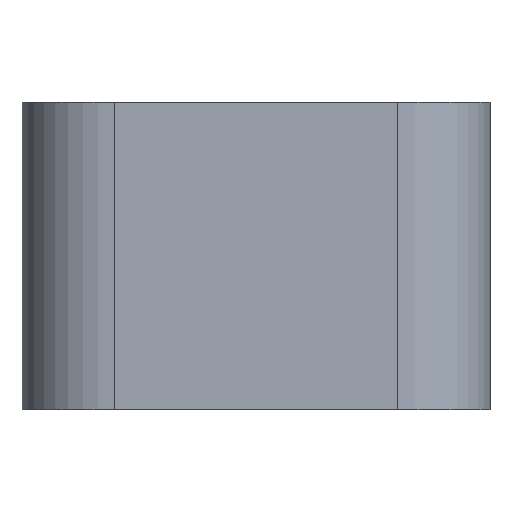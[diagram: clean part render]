
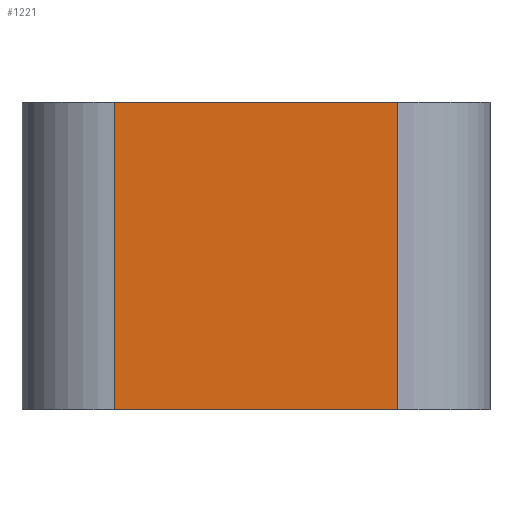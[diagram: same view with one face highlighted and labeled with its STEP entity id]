
A CAD part, left-side view. The second image highlights one B-rep face of the part: STEP entity #1221.
In plain terms, the highlighted planar face has unit normal (-1, 0, 0).
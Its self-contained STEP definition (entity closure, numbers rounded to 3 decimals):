
#44 = PLANE('',#45);
#45 = AXIS2_PLACEMENT_3D('',#46,#47,#48);
#46 = CARTESIAN_POINT('',(-4.775,0.9,-3.));
#47 = DIRECTION('',(0.,0.,-1.));
#48 = DIRECTION('',(-1.,0.,0.));
#99 = PLANE('',#100);
#100 = AXIS2_PLACEMENT_3D('',#101,#102,#103);
#101 = CARTESIAN_POINT('',(-7.,-5.,0.));
#102 = DIRECTION('',(0.,0.,1.));
#103 = DIRECTION('',(1.,0.,0.));
#164 = VERTEX_POINT('',#165);
#165 = CARTESIAN_POINT('',(-5.675,0.9,-3.));
#184 = CYLINDRICAL_SURFACE('',#185,0.9);
#185 = AXIS2_PLACEMENT_3D('',#186,#187,#188);
#186 = CARTESIAN_POINT('',(-4.775,0.9,3.));
#187 = DIRECTION('',(-0.,-0.,-1.));
#188 = DIRECTION('',(-1.,0.,0.));
#196 = EDGE_CURVE('',#197,#164,#199,.T.);
#197 = VERTEX_POINT('',#198);
#198 = CARTESIAN_POINT('',(-5.675,3.67,-3.));
#199 = SURFACE_CURVE('',#200,(#204,#211),.PCURVE_S1.);
#200 = LINE('',#201,#202);
#201 = CARTESIAN_POINT('',(-5.675,0.9,-3.));
#202 = VECTOR('',#203,1.);
#203 = DIRECTION('',(-0.,-1.,-0.));
#204 = PCURVE('',#44,#205);
#205 = DEFINITIONAL_REPRESENTATION('',(#206),#210);
#206 = LINE('',#207,#208);
#207 = CARTESIAN_POINT('',(0.9,0.));
#208 = VECTOR('',#209,1.);
#209 = DIRECTION('',(0.,-1.));
#210 = ( GEOMETRIC_REPRESENTATION_CONTEXT(2) 
PARAMETRIC_REPRESENTATION_CONTEXT() REPRESENTATION_CONTEXT('2D SPACE',''
  ) );
#211 = PCURVE('',#212,#217);
#212 = PLANE('',#213);
#213 = AXIS2_PLACEMENT_3D('',#214,#215,#216);
#214 = CARTESIAN_POINT('',(-5.675,0.9,3.));
#215 = DIRECTION('',(1.,0.,0.));
#216 = DIRECTION('',(0.,0.,-1.));
#217 = DEFINITIONAL_REPRESENTATION('',(#218),#222);
#218 = LINE('',#219,#220);
#219 = CARTESIAN_POINT('',(6.,0.));
#220 = VECTOR('',#221,1.);
#221 = DIRECTION('',(0.,-1.));
#222 = ( GEOMETRIC_REPRESENTATION_CONTEXT(2) 
PARAMETRIC_REPRESENTATION_CONTEXT() REPRESENTATION_CONTEXT('2D SPACE',''
  ) );
#245 = CYLINDRICAL_SURFACE('',#246,0.9);
#246 = AXIS2_PLACEMENT_3D('',#247,#248,#249);
#247 = CARTESIAN_POINT('',(-4.775,3.67,3.));
#248 = DIRECTION('',(-0.,-0.,-1.));
#249 = DIRECTION('',(-1.,0.,0.));
#1094 = VERTEX_POINT('',#1095);
#1095 = CARTESIAN_POINT('',(-5.675,3.67,0.));
#1121 = EDGE_CURVE('',#1094,#1122,#1124,.T.);
#1122 = VERTEX_POINT('',#1123);
#1123 = CARTESIAN_POINT('',(-5.675,0.9,0.));
#1124 = SURFACE_CURVE('',#1125,(#1129,#1135),.PCURVE_S1.);
#1125 = LINE('',#1126,#1127);
#1126 = CARTESIAN_POINT('',(-5.675,-2.05,0.));
#1127 = VECTOR('',#1128,1.);
#1128 = DIRECTION('',(0.,-1.,0.));
#1129 = PCURVE('',#99,#1130);
#1130 = DEFINITIONAL_REPRESENTATION('',(#1131),#1134);
#1131 = B_SPLINE_CURVE_WITH_KNOTS('',1,(#1132,#1133),.UNSPECIFIED.,.F.,
  .F.,(2,2),(-5.997,-2.673),.PIECEWISE_BEZIER_KNOTS.);
#1132 = CARTESIAN_POINT('',(1.325,8.947));
#1133 = CARTESIAN_POINT('',(1.325,5.623));
#1134 = ( GEOMETRIC_REPRESENTATION_CONTEXT(2) 
PARAMETRIC_REPRESENTATION_CONTEXT() REPRESENTATION_CONTEXT('2D SPACE',''
  ) );
#1135 = PCURVE('',#212,#1136);
#1136 = DEFINITIONAL_REPRESENTATION('',(#1137),#1140);
#1137 = B_SPLINE_CURVE_WITH_KNOTS('',1,(#1138,#1139),.UNSPECIFIED.,.F.,
  .F.,(2,2),(-5.997,-2.673),.PIECEWISE_BEZIER_KNOTS.);
#1138 = CARTESIAN_POINT('',(3.,3.047));
#1139 = CARTESIAN_POINT('',(3.,-0.277));
#1140 = ( GEOMETRIC_REPRESENTATION_CONTEXT(2) 
PARAMETRIC_REPRESENTATION_CONTEXT() REPRESENTATION_CONTEXT('2D SPACE',''
  ) );
#1198 = EDGE_CURVE('',#1122,#164,#1199,.T.);
#1199 = SURFACE_CURVE('',#1200,(#1204,#1211),.PCURVE_S1.);
#1200 = LINE('',#1201,#1202);
#1201 = CARTESIAN_POINT('',(-5.675,0.9,3.));
#1202 = VECTOR('',#1203,1.);
#1203 = DIRECTION('',(-0.,-0.,-1.));
#1204 = PCURVE('',#184,#1205);
#1205 = DEFINITIONAL_REPRESENTATION('',(#1206),#1210);
#1206 = LINE('',#1207,#1208);
#1207 = CARTESIAN_POINT('',(6.283,0.));
#1208 = VECTOR('',#1209,1.);
#1209 = DIRECTION('',(0.,1.));
#1210 = ( GEOMETRIC_REPRESENTATION_CONTEXT(2) 
PARAMETRIC_REPRESENTATION_CONTEXT() REPRESENTATION_CONTEXT('2D SPACE',''
  ) );
#1211 = PCURVE('',#212,#1212);
#1212 = DEFINITIONAL_REPRESENTATION('',(#1213),#1217);
#1213 = LINE('',#1214,#1215);
#1214 = CARTESIAN_POINT('',(0.,0.));
#1215 = VECTOR('',#1216,1.);
#1216 = DIRECTION('',(1.,0.));
#1217 = ( GEOMETRIC_REPRESENTATION_CONTEXT(2) 
PARAMETRIC_REPRESENTATION_CONTEXT() REPRESENTATION_CONTEXT('2D SPACE',''
  ) );
#1221 = ADVANCED_FACE('',(#1222),#212,.F.);
#1222 = FACE_BOUND('',#1223,.F.);
#1223 = EDGE_LOOP('',(#1224,#1225,#1246,#1247));
#1224 = ORIENTED_EDGE('',*,*,#196,.F.);
#1225 = ORIENTED_EDGE('',*,*,#1226,.F.);
#1226 = EDGE_CURVE('',#1094,#197,#1227,.T.);
#1227 = SURFACE_CURVE('',#1228,(#1232,#1239),.PCURVE_S1.);
#1228 = LINE('',#1229,#1230);
#1229 = CARTESIAN_POINT('',(-5.675,3.67,3.));
#1230 = VECTOR('',#1231,1.);
#1231 = DIRECTION('',(-0.,-0.,-1.));
#1232 = PCURVE('',#212,#1233);
#1233 = DEFINITIONAL_REPRESENTATION('',(#1234),#1238);
#1234 = LINE('',#1235,#1236);
#1235 = CARTESIAN_POINT('',(0.,2.77));
#1236 = VECTOR('',#1237,1.);
#1237 = DIRECTION('',(1.,0.));
#1238 = ( GEOMETRIC_REPRESENTATION_CONTEXT(2) 
PARAMETRIC_REPRESENTATION_CONTEXT() REPRESENTATION_CONTEXT('2D SPACE',''
  ) );
#1239 = PCURVE('',#245,#1240);
#1240 = DEFINITIONAL_REPRESENTATION('',(#1241),#1245);
#1241 = LINE('',#1242,#1243);
#1242 = CARTESIAN_POINT('',(0.,0.));
#1243 = VECTOR('',#1244,1.);
#1244 = DIRECTION('',(0.,1.));
#1245 = ( GEOMETRIC_REPRESENTATION_CONTEXT(2) 
PARAMETRIC_REPRESENTATION_CONTEXT() REPRESENTATION_CONTEXT('2D SPACE',''
  ) );
#1246 = ORIENTED_EDGE('',*,*,#1121,.T.);
#1247 = ORIENTED_EDGE('',*,*,#1198,.T.);
